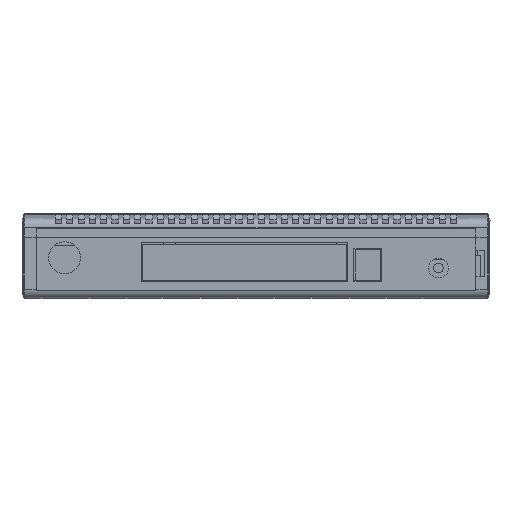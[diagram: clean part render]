
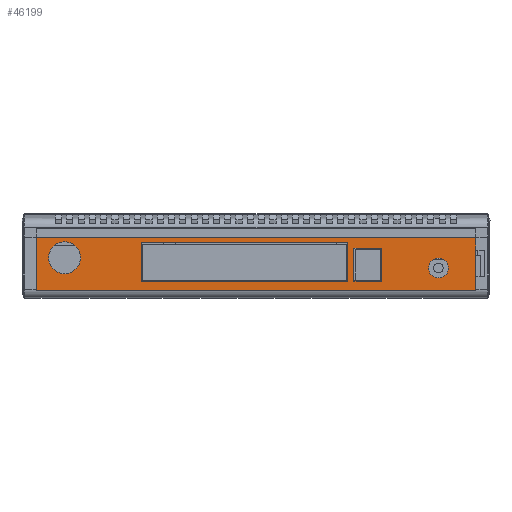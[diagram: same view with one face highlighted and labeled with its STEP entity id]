
A CAD part, top view. The second image highlights one B-rep face of the part: STEP entity #46199.
In plain terms, the highlighted planar face has unit normal (0, 0, 1).
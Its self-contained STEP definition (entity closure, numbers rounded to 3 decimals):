
#29670=CARTESIAN_POINT('',(67.72,1.05,55.));
#29671=DIRECTION('',(0.,0.,-1.));
#29672=DIRECTION('',(-1.,0.,0.));
#29673=AXIS2_PLACEMENT_3D('',#29670,#29671,#29672);
#29675=CARTESIAN_POINT('',(67.72,1.05,55.));
#29676=DIRECTION('',(0.,0.,-1.));
#29677=DIRECTION('',(1.,0.,0.));
#29678=AXIS2_PLACEMENT_3D('',#29675,#29676,#29677);
#29680=DIRECTION('',(-1.,0.,0.));
#29681=VECTOR('',#29680,155.6);
#29682=CARTESIAN_POINT('',(77.8,-6.164,55.));
#29683=LINE('',#29682,#29681);
#29684=DIRECTION('',(0.,-1.,0.));
#29685=VECTOR('',#29684,4.6);
#29686=CARTESIAN_POINT('',(-77.8,-1.564,55.));
#29687=LINE('',#29686,#29685);
#29688=DIRECTION('',(0.,-1.,0.));
#29689=VECTOR('',#29688,4.804);
#29690=CARTESIAN_POINT('',(-77.8,12.636,55.));
#29691=LINE('',#29690,#29689);
#29692=DIRECTION('',(-1.,0.,0.));
#29693=VECTOR('',#29692,155.6);
#29694=CARTESIAN_POINT('',(77.8,12.636,55.));
#29695=LINE('',#29694,#29693);
#29696=DIRECTION('',(0.,1.,0.));
#29697=VECTOR('',#29696,18.8);
#29698=CARTESIAN_POINT('',(77.8,-6.164,55.));
#29699=LINE('',#29698,#29697);
#29700=DIRECTION('',(-1.,0.,0.));
#29701=VECTOR('',#29700,73.);
#29702=CARTESIAN_POINT('',(40.53,9.396,55.));
#29703=LINE('',#29702,#29701);
#29704=DIRECTION('',(0.,-1.,0.));
#29705=VECTOR('',#29704,13.6);
#29706=CARTESIAN_POINT('',(-32.47,9.396,55.));
#29707=LINE('',#29706,#29705);
#29708=DIRECTION('',(1.,0.,0.));
#29709=VECTOR('',#29708,73.);
#29710=CARTESIAN_POINT('',(-32.47,-4.204,55.));
#29711=LINE('',#29710,#29709);
#29712=DIRECTION('',(0.,1.,0.));
#29713=VECTOR('',#29712,13.6);
#29714=CARTESIAN_POINT('',(40.53,-4.204,55.));
#29715=LINE('',#29714,#29713);
#29716=DIRECTION('',(-1.,0.,0.));
#29717=VECTOR('',#29716,9.7);
#29718=CARTESIAN_POINT('',(-34.67,9.396,55.));
#29719=LINE('',#29718,#29717);
#29720=DIRECTION('',(0.,-1.,0.));
#29721=VECTOR('',#29720,11.7);
#29722=CARTESIAN_POINT('',(-44.37,9.396,55.));
#29723=LINE('',#29722,#29721);
#29724=DIRECTION('',(1.,0.,0.));
#29725=VECTOR('',#29724,9.7);
#29726=CARTESIAN_POINT('',(-44.37,-2.304,55.));
#29727=LINE('',#29726,#29725);
#29728=DIRECTION('',(0.,1.,0.));
#29729=VECTOR('',#29728,11.7);
#29730=CARTESIAN_POINT('',(-34.67,-2.304,55.));
#29731=LINE('',#29730,#29729);
#29732=CARTESIAN_POINT('',(-64.57,4.696,55.));
#29733=DIRECTION('',(0.,0.,1.));
#29734=DIRECTION('',(1.,0.,0.));
#29735=AXIS2_PLACEMENT_3D('',#29732,#29733,#29734);
#29737=CARTESIAN_POINT('',(-64.57,4.696,55.));
#29738=DIRECTION('',(0.,0.,1.));
#29739=DIRECTION('',(-1.,0.,0.));
#29740=AXIS2_PLACEMENT_3D('',#29737,#29738,#29739);
#31892=DIRECTION('',(0.,1.,0.));
#31893=VECTOR('',#31892,9.396);
#31894=CARTESIAN_POINT('',(-77.8,-1.564,55.));
#31895=LINE('',#31894,#31893);
#38191=CARTESIAN_POINT('',(77.8,12.636,55.));
#38192=CARTESIAN_POINT('',(-77.8,12.636,55.));
#38193=VERTEX_POINT('',#38191);
#38194=VERTEX_POINT('',#38192);
#38211=CARTESIAN_POINT('',(77.8,-6.164,55.));
#38212=VERTEX_POINT('',#38211);
#38213=CARTESIAN_POINT('',(-77.8,-6.164,55.));
#38214=VERTEX_POINT('',#38213);
#38215=CARTESIAN_POINT('',(-77.8,7.832,55.));
#38216=VERTEX_POINT('',#38215);
#38217=CARTESIAN_POINT('',(-77.8,-1.564,55.));
#38218=VERTEX_POINT('',#38217);
#38219=CARTESIAN_POINT('',(73.37,1.05,55.));
#38220=VERTEX_POINT('',#38219);
#38221=CARTESIAN_POINT('',(62.07,1.05,55.));
#38222=VERTEX_POINT('',#38221);
#38868=CARTESIAN_POINT('',(40.53,9.396,55.));
#38869=CARTESIAN_POINT('',(-32.47,9.396,55.));
#38870=VERTEX_POINT('',#38868);
#38871=VERTEX_POINT('',#38869);
#38872=CARTESIAN_POINT('',(-32.47,-4.204,55.));
#38873=VERTEX_POINT('',#38872);
#38874=CARTESIAN_POINT('',(40.53,-4.204,55.));
#38875=VERTEX_POINT('',#38874);
#38884=CARTESIAN_POINT('',(-34.67,9.396,55.));
#38885=CARTESIAN_POINT('',(-44.37,9.396,55.));
#38886=VERTEX_POINT('',#38884);
#38887=VERTEX_POINT('',#38885);
#38888=CARTESIAN_POINT('',(-44.37,-2.304,55.));
#38889=VERTEX_POINT('',#38888);
#38890=CARTESIAN_POINT('',(-34.67,-2.304,55.));
#38891=VERTEX_POINT('',#38890);
#38896=CARTESIAN_POINT('',(-61.07,4.696,55.));
#38897=CARTESIAN_POINT('',(-68.07,4.696,55.));
#38898=VERTEX_POINT('',#38896);
#38899=VERTEX_POINT('',#38897);
#46149=CARTESIAN_POINT('',(0.,0.,55.));
#46150=DIRECTION('',(0.,0.,1.));
#46151=DIRECTION('',(-1.,0.,0.));
#46152=AXIS2_PLACEMENT_3D('',#46149,#46150,#46151);
#46153=PLANE('',#46152);
#46154=ORIENTED_EDGE('',*,*,#46115,.T.);
#46156=ORIENTED_EDGE('',*,*,#46155,.F.);
#46158=ORIENTED_EDGE('',*,*,#46157,.T.);
#46160=ORIENTED_EDGE('',*,*,#46159,.F.);
#46162=ORIENTED_EDGE('',*,*,#46161,.F.);
#46164=ORIENTED_EDGE('',*,*,#46163,.F.);
#46165=EDGE_LOOP('',(#46154,#46156,#46158,#46160,#46162,#46164));
#46166=FACE_OUTER_BOUND('',#46165,.F.);
#46168=ORIENTED_EDGE('',*,*,#46167,.F.);
#46170=ORIENTED_EDGE('',*,*,#46169,.F.);
#46171=EDGE_LOOP('',(#46168,#46170));
#46172=FACE_BOUND('',#46171,.F.);
#46174=ORIENTED_EDGE('',*,*,#46173,.T.);
#46176=ORIENTED_EDGE('',*,*,#46175,.T.);
#46178=ORIENTED_EDGE('',*,*,#46177,.T.);
#46180=ORIENTED_EDGE('',*,*,#46179,.T.);
#46181=EDGE_LOOP('',(#46174,#46176,#46178,#46180));
#46182=FACE_BOUND('',#46181,.F.);
#46184=ORIENTED_EDGE('',*,*,#46183,.T.);
#46186=ORIENTED_EDGE('',*,*,#46185,.T.);
#46188=ORIENTED_EDGE('',*,*,#46187,.T.);
#46190=ORIENTED_EDGE('',*,*,#46189,.T.);
#46191=EDGE_LOOP('',(#46184,#46186,#46188,#46190));
#46192=FACE_BOUND('',#46191,.F.);
#46194=ORIENTED_EDGE('',*,*,#46193,.T.);
#46196=ORIENTED_EDGE('',*,*,#46195,.T.);
#46197=EDGE_LOOP('',(#46194,#46196));
#46198=FACE_BOUND('',#46197,.F.);
#46199=ADVANCED_FACE('',(#46166,#46172,#46182,#46192,#46198),#46153,.T.);
#29674=CIRCLE('',#29673,5.65);
#29679=CIRCLE('',#29678,5.65);
#29736=CIRCLE('',#29735,3.5);
#29741=CIRCLE('',#29740,3.5);
#46115=EDGE_CURVE('',#38212,#38214,#29683,.T.);
#46155=EDGE_CURVE('',#38218,#38214,#29687,.T.);
#46157=EDGE_CURVE('',#38218,#38216,#31895,.T.);
#46159=EDGE_CURVE('',#38194,#38216,#29691,.T.);
#46161=EDGE_CURVE('',#38193,#38194,#29695,.T.);
#46163=EDGE_CURVE('',#38212,#38193,#29699,.T.);
#46167=EDGE_CURVE('',#38222,#38220,#29674,.T.);
#46169=EDGE_CURVE('',#38220,#38222,#29679,.T.);
#46173=EDGE_CURVE('',#38870,#38871,#29703,.T.);
#46175=EDGE_CURVE('',#38871,#38873,#29707,.T.);
#46177=EDGE_CURVE('',#38873,#38875,#29711,.T.);
#46179=EDGE_CURVE('',#38875,#38870,#29715,.T.);
#46183=EDGE_CURVE('',#38886,#38887,#29719,.T.);
#46185=EDGE_CURVE('',#38887,#38889,#29723,.T.);
#46187=EDGE_CURVE('',#38889,#38891,#29727,.T.);
#46189=EDGE_CURVE('',#38891,#38886,#29731,.T.);
#46193=EDGE_CURVE('',#38898,#38899,#29736,.T.);
#46195=EDGE_CURVE('',#38899,#38898,#29741,.T.);
